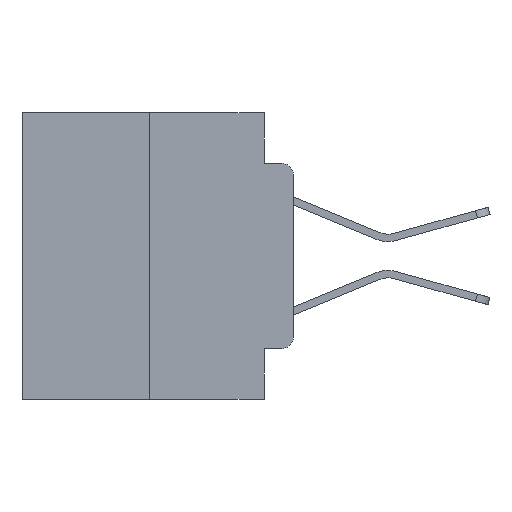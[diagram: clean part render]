
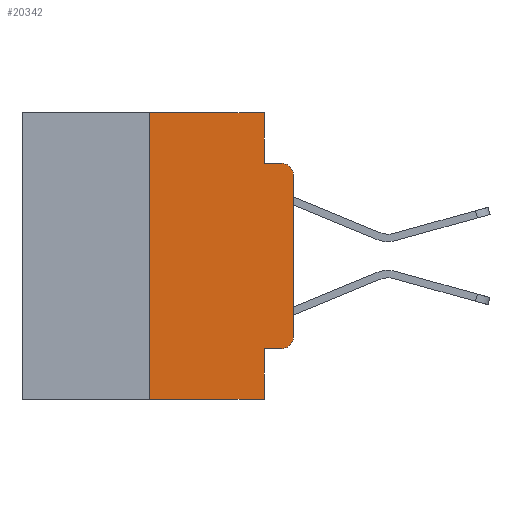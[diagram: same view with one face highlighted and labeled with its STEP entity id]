
A CAD part, left-side view. The second image highlights one B-rep face of the part: STEP entity #20342.
In plain terms, the highlighted planar face has unit normal (-1, 0, 0).
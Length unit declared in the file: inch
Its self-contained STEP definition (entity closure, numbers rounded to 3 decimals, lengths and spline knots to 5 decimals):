
#485 = CARTESIAN_POINT ( 'NONE',  ( 0., 0.051, 0. ) ) ;
#491 = EDGE_CURVE ( 'NONE', #2667, #18347, #20487, .T. ) ;
#650 = CARTESIAN_POINT ( 'NONE',  ( 0., 0.473, -0.5 ) ) ;
#826 = DIRECTION ( 'NONE',  ( -1., 0., 0. ) ) ;
#915 = EDGE_CURVE ( 'NONE', #5208, #12601, #26938, .T. ) ;
#1232 = EDGE_CURVE ( 'NONE', #18901, #8802, #7495, .T. ) ;
#1385 = AXIS2_PLACEMENT_3D ( 'NONE', #22334, #826, #22062 ) ;
#1558 = LINE ( 'NONE', #6126, #2862 ) ;
#1616 = DIRECTION ( 'NONE',  ( 0., -1., 0. ) ) ;
#1643 = EDGE_CURVE ( 'NONE', #12601, #17659, #26934, .T. ) ;
#2496 = DIRECTION ( 'NONE',  ( 0., -1., 0. ) ) ;
#2667 = VERTEX_POINT ( 'NONE', #19681 ) ;
#2862 = VECTOR ( 'NONE', #23044, 39.37008 ) ;
#3715 = PLANE ( 'NONE',  #17261 ) ;
#3933 = ORIENTED_EDGE ( 'NONE', *, *, #1232, .F. ) ;
#4620 = DIRECTION ( 'NONE',  ( 0., -1., 0. ) ) ;
#5208 = VERTEX_POINT ( 'NONE', #5772 ) ;
#5367 = EDGE_CURVE ( 'NONE', #18901, #2667, #26072, .T. ) ;
#5445 = CARTESIAN_POINT ( 'NONE',  ( 0., 0.473, 0. ) ) ;
#5772 = CARTESIAN_POINT ( 'NONE',  ( 0., 0.25, 0. ) ) ;
#6124 = CARTESIAN_POINT ( 'NONE',  ( 0., 0.25, 0. ) ) ;
#6126 = CARTESIAN_POINT ( 'NONE',  ( 0., 0.051, -0.0885 ) ) ;
#6301 = ORIENTED_EDGE ( 'NONE', *, *, #23138, .F. ) ;
#6758 = EDGE_CURVE ( 'NONE', #14309, #5208, #25424, .T. ) ;
#7011 = DIRECTION ( 'NONE',  ( 0., 0., 1. ) ) ;
#7280 = CARTESIAN_POINT ( 'NONE',  ( 0., 0., 0. ) ) ;
#7333 = VERTEX_POINT ( 'NONE', #22907 ) ;
#7495 = LINE ( 'NONE', #24685, #17403 ) ;
#8351 = AXIS2_PLACEMENT_3D ( 'NONE', #8824, #13047, #21657 ) ;
#8361 = CARTESIAN_POINT ( 'NONE',  ( 0., 0.02, -0.0885 ) ) ;
#8802 = VERTEX_POINT ( 'NONE', #11435 ) ;
#8824 = CARTESIAN_POINT ( 'NONE',  ( 0., 0.02, -0.3915 ) ) ;
#8858 = CARTESIAN_POINT ( 'NONE',  ( 0., 0.051, -0.0885 ) ) ;
#10999 = ORIENTED_EDGE ( 'NONE', *, *, #1643, .F. ) ;
#11104 = EDGE_LOOP ( 'NONE', ( #19563, #26062, #6301, #10999, #11315, #15702, #16943, #3933, #23197, #19188 ) ) ;
#11315 = ORIENTED_EDGE ( 'NONE', *, *, #915, .F. ) ;
#11435 = CARTESIAN_POINT ( 'NONE',  ( 0., 0.051, -0.5 ) ) ;
#12100 = EDGE_CURVE ( 'NONE', #14309, #8802, #26520, .T. ) ;
#12601 = VERTEX_POINT ( 'NONE', #485 ) ;
#13047 = DIRECTION ( 'NONE',  ( -1., 0., 0. ) ) ;
#13177 = VECTOR ( 'NONE', #2496, 39.37008 ) ;
#14088 = CARTESIAN_POINT ( 'NONE',  ( 0., 0.051, 0. ) ) ;
#14309 = VERTEX_POINT ( 'NONE', #18875 ) ;
#15578 = VECTOR ( 'NONE', #1616, 39.37008 ) ;
#15702 = ORIENTED_EDGE ( 'NONE', *, *, #6758, .F. ) ;
#16176 = DIRECTION ( 'NONE',  ( 0., 0., -1. ) ) ;
#16603 = EDGE_CURVE ( 'NONE', #7333, #19614, #24853, .T. ) ;
#16943 = ORIENTED_EDGE ( 'NONE', *, *, #12100, .T. ) ;
#17261 = AXIS2_PLACEMENT_3D ( 'NONE', #5445, #22804, #20522 ) ;
#17403 = VECTOR ( 'NONE', #20586, 39.37008 ) ;
#17659 = VERTEX_POINT ( 'NONE', #8858 ) ;
#18347 = VERTEX_POINT ( 'NONE', #19310 ) ;
#18875 = CARTESIAN_POINT ( 'NONE',  ( 0., 0.25, -0.5 ) ) ;
#18901 = VERTEX_POINT ( 'NONE', #20232 ) ;
#19188 = ORIENTED_EDGE ( 'NONE', *, *, #491, .T. ) ;
#19310 = CARTESIAN_POINT ( 'NONE',  ( 0., 0., -0.3915 ) ) ;
#19563 = ORIENTED_EDGE ( 'NONE', *, *, #20249, .T. ) ;
#19614 = VERTEX_POINT ( 'NONE', #8361 ) ;
#19681 = CARTESIAN_POINT ( 'NONE',  ( 0., 0.02, -0.4115 ) ) ;
#20232 = CARTESIAN_POINT ( 'NONE',  ( 0., 0.051, -0.4115 ) ) ;
#20249 = EDGE_CURVE ( 'NONE', #18347, #7333, #26344, .T. ) ;
#20342 = ADVANCED_FACE ( 'NONE', ( #25175 ), #3715, .F. ) ;
#20487 = CIRCLE ( 'NONE', #8351, 0.02 ) ;
#20491 = DIRECTION ( 'NONE',  ( 0., 0., 1. ) ) ;
#20522 = DIRECTION ( 'NONE',  ( 0., 0., -1. ) ) ;
#20586 = DIRECTION ( 'NONE',  ( 0., 0., -1. ) ) ;
#21295 = VECTOR ( 'NONE', #7011, 39.37008 ) ;
#21657 = DIRECTION ( 'NONE',  ( 0., 0., -1. ) ) ;
#22062 = DIRECTION ( 'NONE',  ( 0., 0., -1. ) ) ;
#22334 = CARTESIAN_POINT ( 'NONE',  ( 0., 0.02, -0.1085 ) ) ;
#22804 = DIRECTION ( 'NONE',  ( 1., 0., 0. ) ) ;
#22907 = CARTESIAN_POINT ( 'NONE',  ( 0., 0., -0.1085 ) ) ;
#23044 = DIRECTION ( 'NONE',  ( 0., -1., 0. ) ) ;
#23138 = EDGE_CURVE ( 'NONE', #17659, #19614, #1558, .T. ) ;
#23197 = ORIENTED_EDGE ( 'NONE', *, *, #5367, .T. ) ;
#23949 = CARTESIAN_POINT ( 'NONE',  ( 0., 0.051, -0.4115 ) ) ;
#24685 = CARTESIAN_POINT ( 'NONE',  ( 0., 0.051, 0. ) ) ;
#24775 = VECTOR ( 'NONE', #16176, 39.37008 ) ;
#24853 = CIRCLE ( 'NONE', #1385, 0.02 ) ;
#25175 = FACE_OUTER_BOUND ( 'NONE', #11104, .T. ) ;
#25424 = LINE ( 'NONE', #6124, #25921 ) ;
#25921 = VECTOR ( 'NONE', #20491, 39.37008 ) ;
#26062 = ORIENTED_EDGE ( 'NONE', *, *, #16603, .T. ) ;
#26072 = LINE ( 'NONE', #23949, #27321 ) ;
#26344 = LINE ( 'NONE', #7280, #21295 ) ;
#26520 = LINE ( 'NONE', #650, #13177 ) ;
#26934 = LINE ( 'NONE', #14088, #24775 ) ;
#26938 = LINE ( 'NONE', #27218, #15578 ) ;
#27218 = CARTESIAN_POINT ( 'NONE',  ( 0., 0.473, 0. ) ) ;
#27321 = VECTOR ( 'NONE', #4620, 39.37008 ) ;
